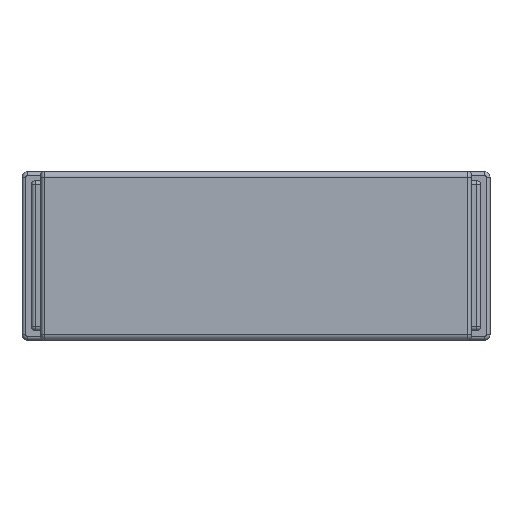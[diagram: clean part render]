
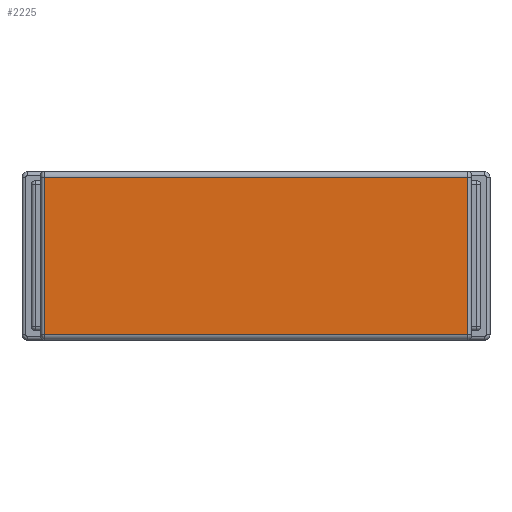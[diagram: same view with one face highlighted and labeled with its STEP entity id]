
A CAD part, top view. The second image highlights one B-rep face of the part: STEP entity #2225.
In plain terms, the highlighted planar face has unit normal (0, 0, 1).
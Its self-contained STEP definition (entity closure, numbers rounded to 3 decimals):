
#488 = LINE ( 'NONE', #978, #492 ) ;
#492 = VECTOR ( 'NONE', #984, 1000. ) ;
#686 = CARTESIAN_POINT ( 'NONE',  ( 1.13, 0.82, 1. ) ) ;
#692 = CARTESIAN_POINT ( 'NONE',  ( 1.13, -0.02, 1. ) ) ;
#978 = CARTESIAN_POINT ( 'NONE',  ( -1.15, 0.82, 1. ) ) ;
#984 = DIRECTION ( 'NONE',  ( -1., 0., 0. ) ) ;
#1200 = VERTEX_POINT ( 'NONE', #686 ) ;
#1206 = VERTEX_POINT ( 'NONE', #692 ) ;
#1238 = VERTEX_POINT ( 'NONE', #6601 ) ;
#1291 = VERTEX_POINT ( 'NONE', #6604 ) ;
#1595 = ORIENTED_EDGE ( 'NONE', *, *, #1860, .T. ) ;
#1652 = ORIENTED_EDGE ( 'NONE', *, *, #2079, .T. ) ;
#1658 = ORIENTED_EDGE ( 'NONE', *, *, #2078, .T. ) ;
#1659 = ORIENTED_EDGE ( 'NONE', *, *, #2037, .T. ) ;
#1860 = EDGE_CURVE ( 'NONE', #1200, #1238, #488, .T. ) ;
#2037 = EDGE_CURVE ( 'NONE', #1238, #1291, #2990, .T. ) ;
#2078 = EDGE_CURVE ( 'NONE', #1291, #1206, #3067, .T. ) ;
#2079 = EDGE_CURVE ( 'NONE', #1206, #1200, #3069, .T. ) ;
#2225 = ADVANCED_FACE ( 'NONE', ( #3104 ), #3622, .T. ) ;
#2358 = EDGE_LOOP ( 'NONE', ( #1595, #1659, #1658, #1652 ) ) ;
#2990 = LINE ( 'NONE', #3471, #2993 ) ;
#2993 = VECTOR ( 'NONE', #3472, 1000. ) ;
#3067 = LINE ( 'NONE', #3556, #3070 ) ;
#3069 = LINE ( 'NONE', #3558, #3072 ) ;
#3070 = VECTOR ( 'NONE', #3557, 1000. ) ;
#3072 = VECTOR ( 'NONE', #3559, 1000. ) ;
#3104 = FACE_OUTER_BOUND ( 'NONE', #2358, .T. ) ;
#3227 = AXIS2_PLACEMENT_3D ( 'NONE', #3644, #3645, #3646 ) ;
#3471 = CARTESIAN_POINT ( 'NONE',  ( -1.13, -0.02, 1. ) ) ;
#3472 = DIRECTION ( 'NONE',  ( 0., -1., 0. ) ) ;
#3556 = CARTESIAN_POINT ( 'NONE',  ( -1.15, -0.02, 1. ) ) ;
#3557 = DIRECTION ( 'NONE',  ( 1., 0., 0. ) ) ;
#3558 = CARTESIAN_POINT ( 'NONE',  ( 1.13, 0.85, 1. ) ) ;
#3559 = DIRECTION ( 'NONE',  ( 0., 1., 0. ) ) ;
#3622 = PLANE ( 'NONE',  #3227 ) ;
#3644 = CARTESIAN_POINT ( 'NONE',  ( -1.15, 0.85, 1. ) ) ;
#3645 = DIRECTION ( 'NONE',  ( 0., 0., 1. ) ) ;
#3646 = DIRECTION ( 'NONE',  ( 1., 0., 0. ) ) ;
#6601 = CARTESIAN_POINT ( 'NONE',  ( -1.13, 0.82, 1. ) ) ;
#6604 = CARTESIAN_POINT ( 'NONE',  ( -1.13, -0.02, 1. ) ) ;
